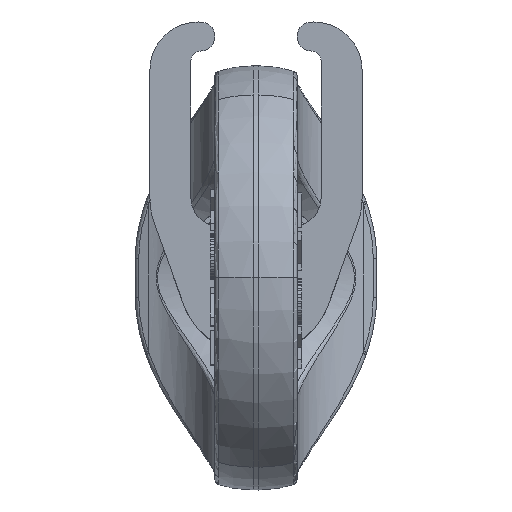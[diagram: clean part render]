
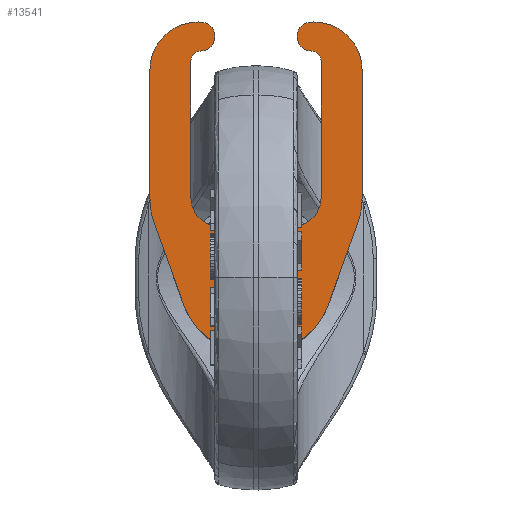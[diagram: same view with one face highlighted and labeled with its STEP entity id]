
A CAD part, top view. The second image highlights one B-rep face of the part: STEP entity #13541.
In plain terms, the highlighted planar face has unit normal (0, 0, 1).
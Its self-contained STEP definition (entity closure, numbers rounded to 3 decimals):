
#13053=CARTESIAN_POINT('Vertex',(10.524,5.589,-1.3)) ;
#13056=CARTESIAN_POINT('Line Origine',(9.024,1.436,-1.3)) ;
#13060=CARTESIAN_POINT('Vertex',(7.524,-2.717,-1.3)) ;
#13080=CARTESIAN_POINT('Axis2P3D Location',(0.,0.,-1.3)) ;
#13084=CARTESIAN_POINT('Vertex',(-7.524,-2.717,-1.3)) ;
#13104=CARTESIAN_POINT('Line Origine',(-9.024,1.436,-1.3)) ;
#13108=CARTESIAN_POINT('Vertex',(-10.524,5.589,-1.3)) ;
#13128=CARTESIAN_POINT('Axis2P3D Location',(-3.,8.307,-1.3)) ;
#13132=CARTESIAN_POINT('Vertex',(-11.,8.307,-1.3)) ;
#13152=CARTESIAN_POINT('Line Origine',(-11.,14.91,-1.3)) ;
#13156=CARTESIAN_POINT('Vertex',(-11.,21.513,-1.3)) ;
#13176=CARTESIAN_POINT('Axis2P3D Location',(-6.,21.513,-1.3)) ;
#13180=CARTESIAN_POINT('Vertex',(-6.,26.513,-1.3)) ;
#13195=CARTESIAN_POINT('Axis2P3D Location',(-6.,21.513,-1.3)) ;
#13199=CARTESIAN_POINT('Vertex',(-5.643,26.5,-1.3)) ;
#13219=CARTESIAN_POINT('Axis2P3D Location',(-5.75,25.004,-1.3)) ;
#13223=CARTESIAN_POINT('Vertex',(-5.75,23.504,-1.3)) ;
#13243=CARTESIAN_POINT('Axis2P3D Location',(-5.75,22.504,-1.3)) ;
#13247=CARTESIAN_POINT('Vertex',(-6.75,22.504,-1.3)) ;
#13267=CARTESIAN_POINT('Line Origine',(-6.75,15.405,-1.3)) ;
#13271=CARTESIAN_POINT('Vertex',(-6.75,8.307,-1.3)) ;
#13291=CARTESIAN_POINT('Axis2P3D Location',(-3.75,8.307,-1.3)) ;
#13295=CARTESIAN_POINT('Vertex',(-3.75,5.307,-1.3)) ;
#13315=CARTESIAN_POINT('Line Origine',(0.,5.307,-1.3)) ;
#13319=CARTESIAN_POINT('Vertex',(3.75,5.307,-1.3)) ;
#13339=CARTESIAN_POINT('Axis2P3D Location',(3.75,8.307,-1.3)) ;
#13343=CARTESIAN_POINT('Vertex',(6.75,8.307,-1.3)) ;
#13363=CARTESIAN_POINT('Line Origine',(6.75,15.405,-1.3)) ;
#13367=CARTESIAN_POINT('Vertex',(6.75,22.504,-1.3)) ;
#13387=CARTESIAN_POINT('Axis2P3D Location',(5.75,22.504,-1.3)) ;
#13391=CARTESIAN_POINT('Vertex',(5.75,23.504,-1.3)) ;
#13411=CARTESIAN_POINT('Axis2P3D Location',(5.75,25.004,-1.3)) ;
#13415=CARTESIAN_POINT('Vertex',(5.643,26.5,-1.3)) ;
#13435=CARTESIAN_POINT('Axis2P3D Location',(6.,21.513,-1.3)) ;
#13439=CARTESIAN_POINT('Vertex',(6.,26.513,-1.3)) ;
#13454=CARTESIAN_POINT('Axis2P3D Location',(6.,21.513,-1.3)) ;
#13458=CARTESIAN_POINT('Vertex',(11.,21.513,-1.3)) ;
#13478=CARTESIAN_POINT('Line Origine',(11.,14.91,-1.3)) ;
#13482=CARTESIAN_POINT('Vertex',(11.,8.307,-1.3)) ;
#13502=CARTESIAN_POINT('Axis2P3D Location',(3.,8.307,-1.3)) ;
#13514=CARTESIAN_POINT('Axis2P3D Location',(0.,0.,-1.3)) ;
#13057=DIRECTION('Vector Direction',(-0.34,-0.941,0.)) ;
#13081=DIRECTION('Axis2P3D Direction',(0.,0.,1.)) ;
#13105=DIRECTION('Vector Direction',(0.34,-0.941,0.)) ;
#13129=DIRECTION('Axis2P3D Direction',(0.,0.,1.)) ;
#13153=DIRECTION('Vector Direction',(0.,-1.,0.)) ;
#13177=DIRECTION('Axis2P3D Direction',(0.,0.,1.)) ;
#13196=DIRECTION('Axis2P3D Direction',(0.,0.,1.)) ;
#13220=DIRECTION('Axis2P3D Direction',(0.,0.,1.)) ;
#13244=DIRECTION('Axis2P3D Direction',(0.,0.,1.)) ;
#13268=DIRECTION('Vector Direction',(0.,1.,0.)) ;
#13292=DIRECTION('Axis2P3D Direction',(0.,0.,1.)) ;
#13316=DIRECTION('Vector Direction',(-1.,0.,0.)) ;
#13340=DIRECTION('Axis2P3D Direction',(0.,0.,1.)) ;
#13364=DIRECTION('Vector Direction',(0.,-1.,0.)) ;
#13388=DIRECTION('Axis2P3D Direction',(0.,0.,1.)) ;
#13412=DIRECTION('Axis2P3D Direction',(0.,0.,1.)) ;
#13436=DIRECTION('Axis2P3D Direction',(0.,0.,1.)) ;
#13455=DIRECTION('Axis2P3D Direction',(0.,0.,1.)) ;
#13479=DIRECTION('Vector Direction',(0.,1.,0.)) ;
#13503=DIRECTION('Axis2P3D Direction',(0.,0.,1.)) ;
#13515=DIRECTION('Axis2P3D Direction',(0.,0.,1.)) ;
#13516=DIRECTION('Axis2P3D XDirection',(0.,-1.,0.)) ;
#13082=AXIS2_PLACEMENT_3D('Circle Axis2P3D',#13080,#13081,$) ;
#13130=AXIS2_PLACEMENT_3D('Circle Axis2P3D',#13128,#13129,$) ;
#13178=AXIS2_PLACEMENT_3D('Circle Axis2P3D',#13176,#13177,$) ;
#13197=AXIS2_PLACEMENT_3D('Circle Axis2P3D',#13195,#13196,$) ;
#13221=AXIS2_PLACEMENT_3D('Circle Axis2P3D',#13219,#13220,$) ;
#13245=AXIS2_PLACEMENT_3D('Circle Axis2P3D',#13243,#13244,$) ;
#13293=AXIS2_PLACEMENT_3D('Circle Axis2P3D',#13291,#13292,$) ;
#13341=AXIS2_PLACEMENT_3D('Circle Axis2P3D',#13339,#13340,$) ;
#13389=AXIS2_PLACEMENT_3D('Circle Axis2P3D',#13387,#13388,$) ;
#13413=AXIS2_PLACEMENT_3D('Circle Axis2P3D',#13411,#13412,$) ;
#13437=AXIS2_PLACEMENT_3D('Circle Axis2P3D',#13435,#13436,$) ;
#13456=AXIS2_PLACEMENT_3D('Circle Axis2P3D',#13454,#13455,$) ;
#13504=AXIS2_PLACEMENT_3D('Circle Axis2P3D',#13502,#13503,$) ;
#13517=AXIS2_PLACEMENT_3D('Plane Axis2P3D',#13514,#13515,#13516) ;
#13520=ORIENTED_EDGE('',*,*,#13484,.T.) ;
#13521=ORIENTED_EDGE('',*,*,#13460,.T.) ;
#13522=ORIENTED_EDGE('',*,*,#13441,.T.) ;
#13523=ORIENTED_EDGE('',*,*,#13417,.T.) ;
#13524=ORIENTED_EDGE('',*,*,#13393,.T.) ;
#13525=ORIENTED_EDGE('',*,*,#13369,.T.) ;
#13526=ORIENTED_EDGE('',*,*,#13345,.T.) ;
#13527=ORIENTED_EDGE('',*,*,#13321,.T.) ;
#13528=ORIENTED_EDGE('',*,*,#13297,.T.) ;
#13529=ORIENTED_EDGE('',*,*,#13273,.T.) ;
#13530=ORIENTED_EDGE('',*,*,#13249,.T.) ;
#13531=ORIENTED_EDGE('',*,*,#13225,.T.) ;
#13532=ORIENTED_EDGE('',*,*,#13201,.T.) ;
#13533=ORIENTED_EDGE('',*,*,#13182,.T.) ;
#13534=ORIENTED_EDGE('',*,*,#13158,.T.) ;
#13535=ORIENTED_EDGE('',*,*,#13134,.T.) ;
#13536=ORIENTED_EDGE('',*,*,#13110,.T.) ;
#13537=ORIENTED_EDGE('',*,*,#13086,.T.) ;
#13538=ORIENTED_EDGE('',*,*,#13062,.T.) ;
#13539=ORIENTED_EDGE('',*,*,#13506,.T.) ;
#13058=VECTOR('Line Direction',#13057,1.) ;
#13106=VECTOR('Line Direction',#13105,1.) ;
#13154=VECTOR('Line Direction',#13153,1.) ;
#13269=VECTOR('Line Direction',#13268,1.) ;
#13317=VECTOR('Line Direction',#13316,1.) ;
#13365=VECTOR('Line Direction',#13364,1.) ;
#13480=VECTOR('Line Direction',#13479,1.) ;
#13541=ADVANCED_FACE('\X2\52A05DE55716\X0\(\X2\522A966493105EA6\X0\)',(#13540),#13518,.T.) ;
#13083=CIRCLE('generated circle',#13082,8.) ;
#13131=CIRCLE('generated circle',#13130,8.) ;
#13179=CIRCLE('generated circle',#13178,5.) ;
#13198=CIRCLE('generated circle',#13197,5.) ;
#13222=CIRCLE('generated circle',#13221,1.5) ;
#13246=CIRCLE('generated circle',#13245,1.) ;
#13294=CIRCLE('generated circle',#13293,3.) ;
#13342=CIRCLE('generated circle',#13341,3.) ;
#13390=CIRCLE('generated circle',#13389,1.) ;
#13414=CIRCLE('generated circle',#13413,1.5) ;
#13438=CIRCLE('generated circle',#13437,5.) ;
#13457=CIRCLE('generated circle',#13456,5.) ;
#13505=CIRCLE('generated circle',#13504,8.) ;
#13062=EDGE_CURVE('',#13061,#13054,#13059,.F.) ;
#13086=EDGE_CURVE('',#13085,#13061,#13083,.T.) ;
#13110=EDGE_CURVE('',#13109,#13085,#13107,.T.) ;
#13134=EDGE_CURVE('',#13133,#13109,#13131,.T.) ;
#13158=EDGE_CURVE('',#13157,#13133,#13155,.T.) ;
#13182=EDGE_CURVE('',#13181,#13157,#13179,.T.) ;
#13201=EDGE_CURVE('',#13200,#13181,#13198,.T.) ;
#13225=EDGE_CURVE('',#13224,#13200,#13222,.T.) ;
#13249=EDGE_CURVE('',#13248,#13224,#13246,.F.) ;
#13273=EDGE_CURVE('',#13272,#13248,#13270,.T.) ;
#13297=EDGE_CURVE('',#13296,#13272,#13294,.F.) ;
#13321=EDGE_CURVE('',#13320,#13296,#13318,.T.) ;
#13345=EDGE_CURVE('',#13344,#13320,#13342,.F.) ;
#13369=EDGE_CURVE('',#13368,#13344,#13366,.T.) ;
#13393=EDGE_CURVE('',#13392,#13368,#13390,.F.) ;
#13417=EDGE_CURVE('',#13416,#13392,#13414,.T.) ;
#13441=EDGE_CURVE('',#13440,#13416,#13438,.T.) ;
#13460=EDGE_CURVE('',#13459,#13440,#13457,.T.) ;
#13484=EDGE_CURVE('',#13483,#13459,#13481,.T.) ;
#13506=EDGE_CURVE('',#13054,#13483,#13505,.T.) ;
#13519=EDGE_LOOP('',(#13520,#13521,#13522,#13523,#13524,#13525,#13526,#13527,#13528,#13529,#13530,#13531,#13532,#13533,#13534,#13535,#13536,#13537,#13538,#13539)) ;
#13540=FACE_OUTER_BOUND('',#13519,.T.) ;
#13059=LINE('Line',#13056,#13058) ;
#13107=LINE('Line',#13104,#13106) ;
#13155=LINE('Line',#13152,#13154) ;
#13270=LINE('Line',#13267,#13269) ;
#13318=LINE('Line',#13315,#13317) ;
#13366=LINE('Line',#13363,#13365) ;
#13481=LINE('Line',#13478,#13480) ;
#13518=PLANE('',#13517) ;
#13054=VERTEX_POINT('',#13053) ;
#13061=VERTEX_POINT('',#13060) ;
#13085=VERTEX_POINT('',#13084) ;
#13109=VERTEX_POINT('',#13108) ;
#13133=VERTEX_POINT('',#13132) ;
#13157=VERTEX_POINT('',#13156) ;
#13181=VERTEX_POINT('',#13180) ;
#13200=VERTEX_POINT('',#13199) ;
#13224=VERTEX_POINT('',#13223) ;
#13248=VERTEX_POINT('',#13247) ;
#13272=VERTEX_POINT('',#13271) ;
#13296=VERTEX_POINT('',#13295) ;
#13320=VERTEX_POINT('',#13319) ;
#13344=VERTEX_POINT('',#13343) ;
#13368=VERTEX_POINT('',#13367) ;
#13392=VERTEX_POINT('',#13391) ;
#13416=VERTEX_POINT('',#13415) ;
#13440=VERTEX_POINT('',#13439) ;
#13459=VERTEX_POINT('',#13458) ;
#13483=VERTEX_POINT('',#13482) ;
